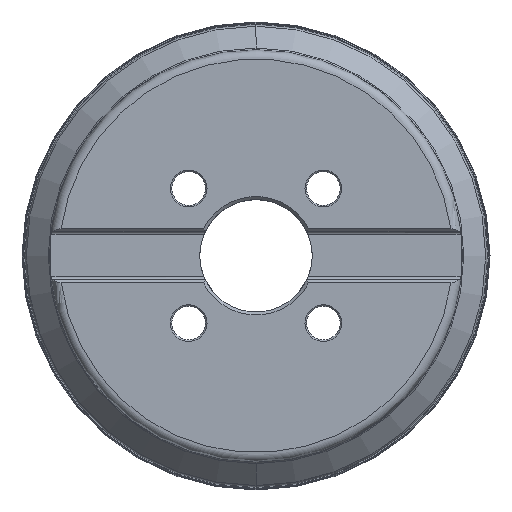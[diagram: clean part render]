
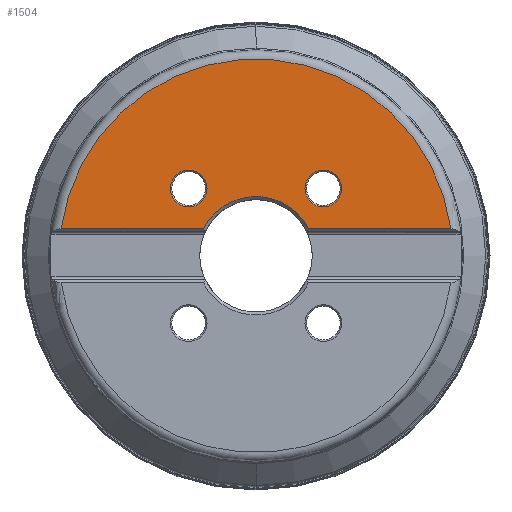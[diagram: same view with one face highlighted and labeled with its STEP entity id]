
A CAD part, top view. The second image highlights one B-rep face of the part: STEP entity #1504.
In plain terms, the highlighted face is planar.
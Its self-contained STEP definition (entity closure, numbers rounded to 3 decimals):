
#368=CARTESIAN_POINT('',(0.,0.,0.));
#369=DIRECTION('',(0.,0.,-1.));
#370=DIRECTION('',(-0.99,0.138,0.));
#371=AXIS2_PLACEMENT_3D('',#368,#369,#370);
#440=DIRECTION('',(1.,0.,0.));
#441=VECTOR('',#440,75.897);
#442=CARTESIAN_POINT('',(28.103,14.446,0.));
#443=LINE('',#442,#441);
#465=CARTESIAN_POINT('',(0.,0.,0.));
#466=DIRECTION('',(0.,0.,1.));
#467=DIRECTION('',(0.889,0.457,0.));
#468=AXIS2_PLACEMENT_3D('',#465,#466,#467);
#475=DIRECTION('',(1.,0.,0.));
#476=VECTOR('',#475,75.897);
#477=CARTESIAN_POINT('',(-104.001,14.447,0.));
#478=LINE('',#477,#476);
#738=CARTESIAN_POINT('',(35.921,35.921,0.));
#739=DIRECTION('',(0.,0.,1.));
#740=DIRECTION('',(1.,0.,0.));
#741=AXIS2_PLACEMENT_3D('',#738,#739,#740);
#748=CARTESIAN_POINT('',(35.921,35.921,0.));
#749=DIRECTION('',(0.,0.,1.));
#750=DIRECTION('',(-1.,0.,0.));
#751=AXIS2_PLACEMENT_3D('',#748,#749,#750);
#774=CARTESIAN_POINT('',(-35.921,35.921,0.));
#775=DIRECTION('',(0.,0.,1.));
#776=DIRECTION('',(1.,0.,0.));
#777=AXIS2_PLACEMENT_3D('',#774,#775,#776);
#784=CARTESIAN_POINT('',(-35.921,35.921,0.));
#785=DIRECTION('',(0.,0.,1.));
#786=DIRECTION('',(-1.,0.,0.));
#787=AXIS2_PLACEMENT_3D('',#784,#785,#786);
#878=CARTESIAN_POINT('',(45.721,35.921,0.));
#879=CARTESIAN_POINT('',(26.121,35.921,0.));
#880=VERTEX_POINT('',#878);
#881=VERTEX_POINT('',#879);
#886=CARTESIAN_POINT('',(-26.121,35.921,0.));
#887=CARTESIAN_POINT('',(-45.721,35.921,0.));
#888=VERTEX_POINT('',#886);
#889=VERTEX_POINT('',#887);
#934=CARTESIAN_POINT('',(28.103,14.446,0.));
#935=CARTESIAN_POINT('',(104.001,14.447,0.));
#936=VERTEX_POINT('',#934);
#937=VERTEX_POINT('',#935);
#940=CARTESIAN_POINT('',(-104.001,14.447,0.));
#941=CARTESIAN_POINT('',(-28.103,14.447,0.));
#942=VERTEX_POINT('',#940);
#943=VERTEX_POINT('',#941);
#1478=CARTESIAN_POINT('',(0.,0.,0.));
#1479=DIRECTION('',(0.,0.,-1.));
#1480=DIRECTION('',(0.,-1.,0.));
#1481=AXIS2_PLACEMENT_3D('',#1478,#1479,#1480);
#1482=PLANE('',#1481);
#1484=ORIENTED_EDGE('',*,*,#1483,.T.);
#1485=ORIENTED_EDGE('',*,*,#1443,.F.);
#1487=ORIENTED_EDGE('',*,*,#1486,.T.);
#1489=ORIENTED_EDGE('',*,*,#1488,.F.);
#1490=EDGE_LOOP('',(#1484,#1485,#1487,#1489));
#1491=FACE_OUTER_BOUND('',#1490,.F.);
#1493=ORIENTED_EDGE('',*,*,#1492,.F.);
#1495=ORIENTED_EDGE('',*,*,#1494,.F.);
#1496=EDGE_LOOP('',(#1493,#1495));
#1497=FACE_BOUND('',#1496,.F.);
#1499=ORIENTED_EDGE('',*,*,#1498,.F.);
#1501=ORIENTED_EDGE('',*,*,#1500,.F.);
#1502=EDGE_LOOP('',(#1499,#1501));
#1503=FACE_BOUND('',#1502,.F.);
#1504=ADVANCED_FACE('',(#1491,#1497,#1503),#1482,.T.);
#372=CIRCLE('',#371,105.);
#469=CIRCLE('',#468,31.6);
#742=CIRCLE('',#741,9.8);
#752=CIRCLE('',#751,9.8);
#778=CIRCLE('',#777,9.8);
#788=CIRCLE('',#787,9.8);
#1443=EDGE_CURVE('',#942,#937,#372,.T.);
#1483=EDGE_CURVE('',#936,#937,#443,.T.);
#1486=EDGE_CURVE('',#942,#943,#478,.T.);
#1488=EDGE_CURVE('',#936,#943,#469,.T.);
#1492=EDGE_CURVE('',#880,#881,#742,.T.);
#1494=EDGE_CURVE('',#881,#880,#752,.T.);
#1498=EDGE_CURVE('',#888,#889,#778,.T.);
#1500=EDGE_CURVE('',#889,#888,#788,.T.);
